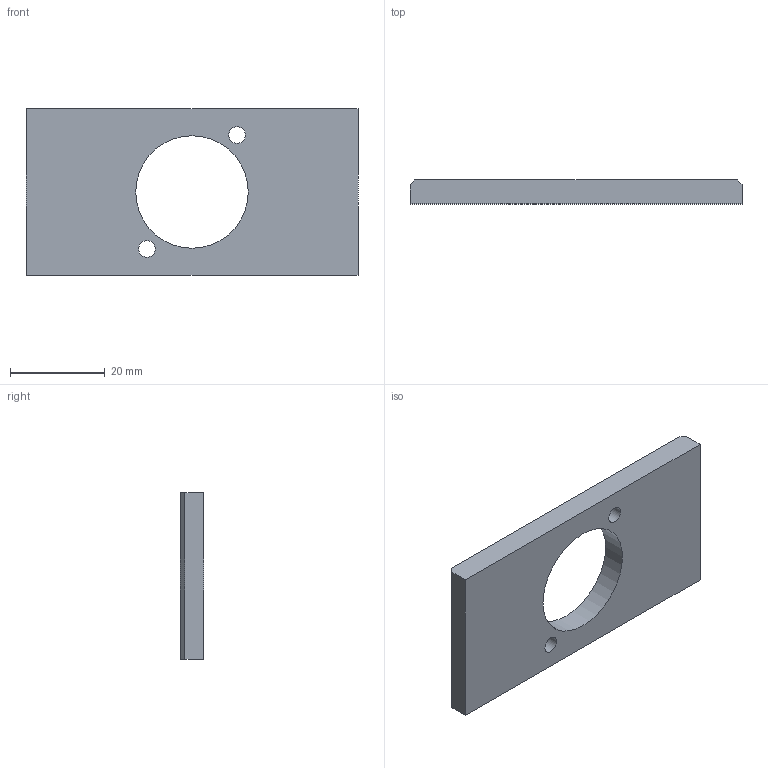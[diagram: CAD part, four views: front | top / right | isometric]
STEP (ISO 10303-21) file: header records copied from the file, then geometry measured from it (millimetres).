
FILE_DESCRIPTION(/* description */ (''),/* implementation_level */ '2;1');
FILE_NAME(/* name */ 'OSM - Back Middle Bracket Cover.step',/* time_stamp */ '2024-06-15T10:39:55-04:00',/* author */ (''),/* organization */ (''),/* preprocessor_version */ 'ST-DEVELOPER v20',/* originating_system */ 'Autodesk Translation Framework v13.14.0.145',/* authorisation */ '');
FILE_SCHEMA (('AUTOMOTIVE_DESIGN { 1 0 10303 214 3 1 1 }'));
Length unit declared in the file: millimetre
Products named in the file (1): Core
Bounding box: 70 x 5 x 35 mm (x, y, z)
Volume: 9913 mm3; surface area: 5468.4 mm2
Topology: 1 solids, 1 shells, 11 faces, 27 edges, 18 vertices
Faces by surface type: plane 8, cylinder 3
Full cylindrical faces by diameter (mm): 3.5 x2, 23.7 x1
Entity records: 361 total; most frequent: DIRECTION 57, CARTESIAN_POINT 57, ORIENTED_EDGE 54, EDGE_CURVE 27, LINE 21, VECTOR 21, VERTEX_POINT 18, AXIS2_PLACEMENT_3D 18
